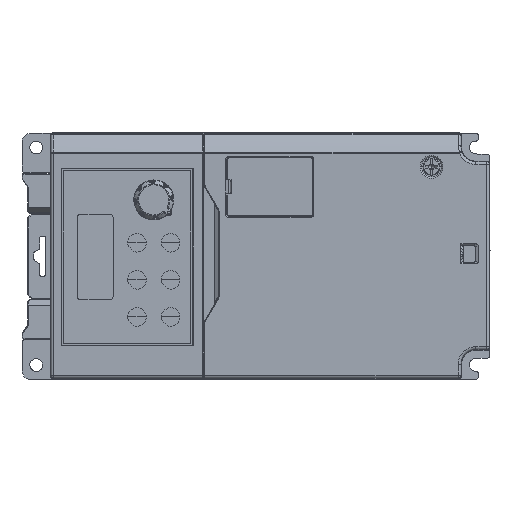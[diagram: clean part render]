
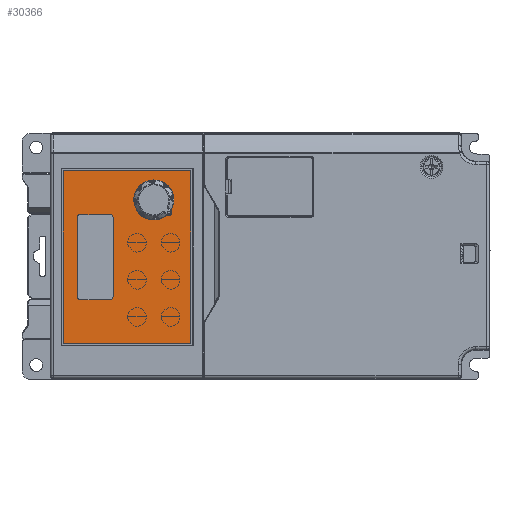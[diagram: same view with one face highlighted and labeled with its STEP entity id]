
A CAD part, top view. The second image highlights one B-rep face of the part: STEP entity #30366.
In plain terms, the highlighted planar face has unit normal (0, 0, 1).
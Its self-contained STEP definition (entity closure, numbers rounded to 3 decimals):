
#713=FACE_BOUND('',#41410,.T.);
#714=FACE_BOUND('',#41411,.T.);
#715=FACE_BOUND('',#41412,.T.);
#15046=LINE('',#181348,#25340);
#15049=LINE('',#181356,#25343);
#15052=LINE('',#181364,#25346);
#15055=LINE('',#181372,#25349);
#15056=LINE('',#181374,#25350);
#15057=LINE('',#181377,#25351);
#15058=LINE('',#181379,#25352);
#15059=LINE('',#181381,#25353);
#25340=VECTOR('',#135438,1.);
#25343=VECTOR('',#135447,1.);
#25346=VECTOR('',#135456,1.);
#25349=VECTOR('',#135465,1.);
#25350=VECTOR('',#135468,1.);
#25351=VECTOR('',#135469,1.);
#25352=VECTOR('',#135470,1.);
#25353=VECTOR('',#135471,1.);
#30366=ADVANCED_FACE('',(#713,#714,#715),#32699,.T.);
#32699=PLANE('',#109144);
#41410=EDGE_LOOP('',(#65684,#65685,#65686,#65687));
#41411=EDGE_LOOP('',(#65688,#65689));
#41412=EDGE_LOOP('',(#65690,#65691,#65692,#65693,#65694,#65695,#65696,#65697));
#65684=ORIENTED_EDGE('',*,*,#94770,.T.);
#65685=ORIENTED_EDGE('',*,*,#94771,.T.);
#65686=ORIENTED_EDGE('',*,*,#94772,.T.);
#65687=ORIENTED_EDGE('',*,*,#94773,.T.);
#65688=ORIENTED_EDGE('',*,*,#94774,.T.);
#65689=ORIENTED_EDGE('',*,*,#94775,.T.);
#65690=ORIENTED_EDGE('',*,*,#94767,.F.);
#65691=ORIENTED_EDGE('',*,*,#94765,.F.);
#65692=ORIENTED_EDGE('',*,*,#94763,.F.);
#65693=ORIENTED_EDGE('',*,*,#94761,.F.);
#65694=ORIENTED_EDGE('',*,*,#94759,.F.);
#65695=ORIENTED_EDGE('',*,*,#94757,.F.);
#65696=ORIENTED_EDGE('',*,*,#94755,.F.);
#65697=ORIENTED_EDGE('',*,*,#94769,.F.);
#78714=VERTEX_POINT('',#181343);
#78715=VERTEX_POINT('',#181345);
#78716=VERTEX_POINT('',#181349);
#78717=VERTEX_POINT('',#181353);
#78718=VERTEX_POINT('',#181357);
#78719=VERTEX_POINT('',#181361);
#78720=VERTEX_POINT('',#181365);
#78721=VERTEX_POINT('',#181369);
#78722=VERTEX_POINT('',#181375);
#78723=VERTEX_POINT('',#181376);
#78724=VERTEX_POINT('',#181378);
#78725=VERTEX_POINT('',#181380);
#78726=VERTEX_POINT('',#181383);
#78727=VERTEX_POINT('',#181384);
#94755=EDGE_CURVE('',#78714,#78715,#100143,.T.);
#94757=EDGE_CURVE('',#78715,#78716,#15046,.T.);
#94759=EDGE_CURVE('',#78716,#78717,#100144,.T.);
#94761=EDGE_CURVE('',#78717,#78718,#15049,.T.);
#94763=EDGE_CURVE('',#78718,#78719,#100145,.T.);
#94765=EDGE_CURVE('',#78719,#78720,#15052,.T.);
#94767=EDGE_CURVE('',#78720,#78721,#100146,.T.);
#94769=EDGE_CURVE('',#78721,#78714,#15055,.T.);
#94770=EDGE_CURVE('',#78722,#78723,#15056,.T.);
#94771=EDGE_CURVE('',#78723,#78724,#15057,.T.);
#94772=EDGE_CURVE('',#78724,#78725,#15058,.T.);
#94773=EDGE_CURVE('',#78725,#78722,#15059,.T.);
#94774=EDGE_CURVE('',#78726,#78727,#100147,.T.);
#94775=EDGE_CURVE('',#78727,#78726,#100148,.T.);
#100143=CIRCLE('',#109130,1.);
#100144=CIRCLE('',#109133,1.);
#100145=CIRCLE('',#109136,1.);
#100146=CIRCLE('',#109139,1.);
#100147=CIRCLE('',#109142,6.);
#100148=CIRCLE('',#109143,6.);
#109130=AXIS2_PLACEMENT_3D('',#181344,#135433,#135434);
#109133=AXIS2_PLACEMENT_3D('',#181352,#135442,#135443);
#109136=AXIS2_PLACEMENT_3D('',#181360,#135451,#135452);
#109139=AXIS2_PLACEMENT_3D('',#181368,#135460,#135461);
#109142=AXIS2_PLACEMENT_3D('',#181382,#135472,#135473);
#109143=AXIS2_PLACEMENT_3D('',#181385,#135474,#135475);
#109144=AXIS2_PLACEMENT_3D('',#181386,#135476,#135477);
#135433=DIRECTION('',(0.,0.,1.));
#135434=DIRECTION('',(-1.,0.,0.));
#135438=DIRECTION('',(1.,0.,0.));
#135442=DIRECTION('',(0.,0.,1.));
#135443=DIRECTION('',(0.,-1.,0.));
#135447=DIRECTION('',(0.,1.,0.));
#135451=DIRECTION('',(0.,0.,1.));
#135452=DIRECTION('',(1.,0.,0.));
#135456=DIRECTION('',(-1.,0.,0.));
#135460=DIRECTION('',(0.,0.,1.));
#135461=DIRECTION('',(0.,1.,0.));
#135465=DIRECTION('',(0.,-1.,0.));
#135468=DIRECTION('',(1.,0.,0.));
#135469=DIRECTION('',(0.,1.,0.));
#135470=DIRECTION('',(-1.,0.,0.));
#135471=DIRECTION('',(0.,-1.,0.));
#135472=DIRECTION('',(0.,0.,-1.));
#135473=DIRECTION('',(0.,-1.,0.));
#135474=DIRECTION('',(0.,0.,-1.));
#135475=DIRECTION('',(0.,1.,0.));
#135476=DIRECTION('',(0.,0.,1.));
#135477=DIRECTION('',(0.,-1.,0.));
#181343=CARTESIAN_POINT('',(-92.3,-14.1,78.8));
#181344=CARTESIAN_POINT('',(-91.3,-14.1,78.8));
#181345=CARTESIAN_POINT('',(-91.3,-15.1,78.8));
#181348=CARTESIAN_POINT('',(-91.3,-15.1,78.8));
#181349=CARTESIAN_POINT('',(-80.7,-15.1,78.8));
#181352=CARTESIAN_POINT('',(-80.7,-14.1,78.8));
#181353=CARTESIAN_POINT('',(-79.7,-14.1,78.8));
#181356=CARTESIAN_POINT('',(-79.7,-14.1,78.8));
#181357=CARTESIAN_POINT('',(-79.7,13.7,78.8));
#181360=CARTESIAN_POINT('',(-80.7,13.7,78.8));
#181361=CARTESIAN_POINT('',(-80.7,14.7,78.8));
#181364=CARTESIAN_POINT('',(-80.7,14.7,78.8));
#181365=CARTESIAN_POINT('',(-91.3,14.7,78.8));
#181368=CARTESIAN_POINT('',(-91.3,13.7,78.8));
#181369=CARTESIAN_POINT('',(-92.3,13.7,78.8));
#181372=CARTESIAN_POINT('',(-92.3,13.7,78.8));
#181374=CARTESIAN_POINT('',(-52.5,-30.4,78.8));
#181375=CARTESIAN_POINT('',(-97.1,-30.4,78.8));
#181376=CARTESIAN_POINT('',(-52.5,-30.4,78.8));
#181377=CARTESIAN_POINT('',(-52.5,30.,78.8));
#181378=CARTESIAN_POINT('',(-52.5,30.,78.8));
#181379=CARTESIAN_POINT('',(-97.1,30.,78.8));
#181380=CARTESIAN_POINT('',(-97.1,30.,78.8));
#181381=CARTESIAN_POINT('',(-97.1,-30.4,78.8));
#181382=CARTESIAN_POINT('',(-65.4,19.8,78.8));
#181383=CARTESIAN_POINT('',(-65.4,25.8,78.8));
#181384=CARTESIAN_POINT('',(-65.4,13.8,78.8));
#181385=CARTESIAN_POINT('',(-65.4,19.8,78.8));
#181386=CARTESIAN_POINT('',(-51.8,-31.1,78.8));
